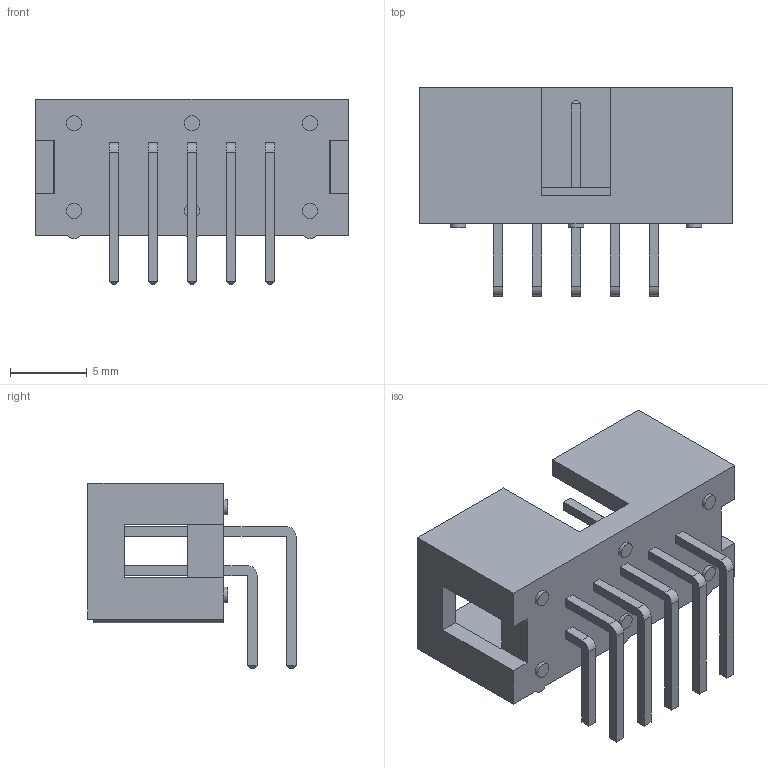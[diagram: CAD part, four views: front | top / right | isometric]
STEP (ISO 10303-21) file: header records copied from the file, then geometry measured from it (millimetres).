
FILE_DESCRIPTION(('FreeCAD Model'),'2;1');
FILE_NAME('BHDR-THT-Horz-100mil-02x05.step','2021-03-28T16:56:55',('kicad StepUp'), ('ksu MCAD'),'Open CASCADE STEP processor 7.3','FreeCAD','Unknown');
FILE_SCHEMA(('AUTOMOTIVE_DESIGN { 1 0 10303 214 1 1 1 1 }'));
Length unit declared in the file: millimetre
Products named in the file (1): BHDR-THT-Horz-100mil-02x05
Bounding box: 20.36 x 13.55 x 12.1 mm (x, y, z)
Volume: 825.7 mm3; surface area: 1545.9 mm2
Topology: 1 solids, 1 shells, 252 faces, 610 edges, 382 vertices
Faces by surface type: plane 233, cylinder 19
Full cylindrical faces by diameter (mm): 1 x6
Entity records: 8931 total; most frequent: CARTESIAN_POINT 1245, ORIENTED_EDGE 1220, DIRECTION 1160, EDGE_CURVE 610, LINE 566, VECTOR 566, VERTEX_POINT 382, AXIS2_PLACEMENT_3D 297
